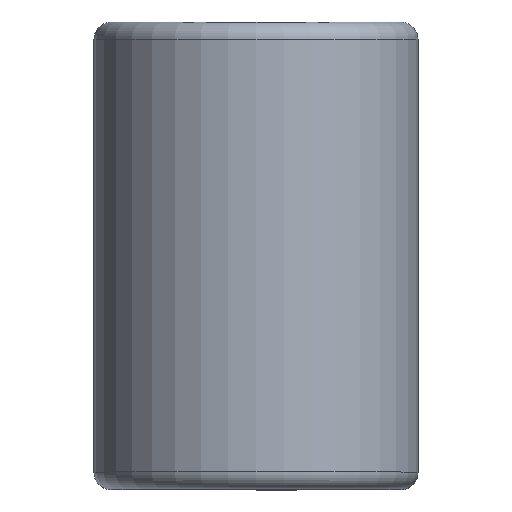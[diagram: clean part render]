
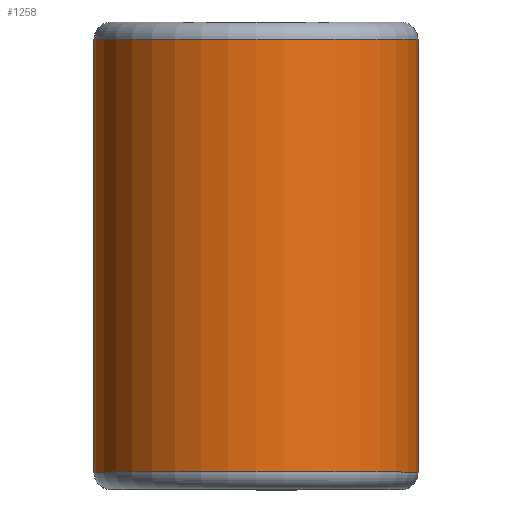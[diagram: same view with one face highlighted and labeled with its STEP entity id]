
A CAD part, top view. The second image highlights one B-rep face of the part: STEP entity #1258.
In plain terms, the highlighted cylindrical face has radius 7.163 mm (diameter 14.326 mm), a partial arc.
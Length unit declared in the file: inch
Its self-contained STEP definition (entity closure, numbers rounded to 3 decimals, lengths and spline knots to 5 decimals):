
#4 = CARTESIAN_POINT ( 'NONE',  ( 0.282, 0.37625, 0.375 ) ) ;
#38 = ORIENTED_EDGE ( 'NONE', *, *, #199, .T. ) ;
#61 = DIRECTION ( 'NONE',  ( 0., -1., 0. ) ) ;
#97 = CYLINDRICAL_SURFACE ( 'NONE', #2986, 0.282 ) ;
#199 = EDGE_CURVE ( 'NONE', #1078, #904, #886, .T. ) ;
#249 = EDGE_CURVE ( 'NONE', #904, #2590, #1512, .T. ) ;
#440 = AXIS2_PLACEMENT_3D ( 'NONE', #1448, #61, #1681 ) ;
#578 = VECTOR ( 'NONE', #806, 39.37008 ) ;
#609 = CARTESIAN_POINT ( 'NONE',  ( 0., 0.37625, 0.375 ) ) ;
#648 = CARTESIAN_POINT ( 'NONE',  ( 0., 0.375, 0.375 ) ) ;
#781 = ORIENTED_EDGE ( 'NONE', *, *, #2431, .F. ) ;
#806 = DIRECTION ( 'NONE',  ( 0., 1., 0. ) ) ;
#880 = DIRECTION ( 'NONE',  ( 0., 0., -1. ) ) ;
#886 = LINE ( 'NONE', #2266, #2055 ) ;
#904 = VERTEX_POINT ( 'NONE', #4 ) ;
#1008 = AXIS2_PLACEMENT_3D ( 'NONE', #609, #1757, #1795 ) ;
#1078 = VERTEX_POINT ( 'NONE', #2563 ) ;
#1258 = ADVANCED_FACE ( 'NONE', ( #2780 ), #97, .T. ) ;
#1276 = LINE ( 'NONE', #1497, #578 ) ;
#1285 = ORIENTED_EDGE ( 'NONE', *, *, #249, .T. ) ;
#1448 = CARTESIAN_POINT ( 'NONE',  ( 0., -0.37625, 0.375 ) ) ;
#1497 = CARTESIAN_POINT ( 'NONE',  ( -0.282, 0.37625, 0.375 ) ) ;
#1512 = CIRCLE ( 'NONE', #1008, 0.282 ) ;
#1514 = DIRECTION ( 'NONE',  ( 0., 1., 0. ) ) ;
#1681 = DIRECTION ( 'NONE',  ( 0., 0., -1. ) ) ;
#1757 = DIRECTION ( 'NONE',  ( 0., -1., 0. ) ) ;
#1795 = DIRECTION ( 'NONE',  ( 0., 0., -1. ) ) ;
#2055 = VECTOR ( 'NONE', #1514, 39.37008 ) ;
#2266 = CARTESIAN_POINT ( 'NONE',  ( 0.282, 0.37625, 0.375 ) ) ;
#2278 = DIRECTION ( 'NONE',  ( 0., -1., 0. ) ) ;
#2291 = EDGE_CURVE ( 'NONE', #2329, #2590, #1276, .T. ) ;
#2308 = CARTESIAN_POINT ( 'NONE',  ( -0.282, -0.37625, 0.375 ) ) ;
#2329 = VERTEX_POINT ( 'NONE', #2308 ) ;
#2342 = ORIENTED_EDGE ( 'NONE', *, *, #2291, .F. ) ;
#2431 = EDGE_CURVE ( 'NONE', #1078, #2329, #2692, .T. ) ;
#2538 = EDGE_LOOP ( 'NONE', ( #38, #1285, #2342, #781 ) ) ;
#2563 = CARTESIAN_POINT ( 'NONE',  ( 0.282, -0.37625, 0.375 ) ) ;
#2590 = VERTEX_POINT ( 'NONE', #2880 ) ;
#2692 = CIRCLE ( 'NONE', #440, 0.282 ) ;
#2780 = FACE_OUTER_BOUND ( 'NONE', #2538, .T. ) ;
#2880 = CARTESIAN_POINT ( 'NONE',  ( -0.282, 0.37625, 0.375 ) ) ;
#2986 = AXIS2_PLACEMENT_3D ( 'NONE', #648, #2278, #880 ) ;
